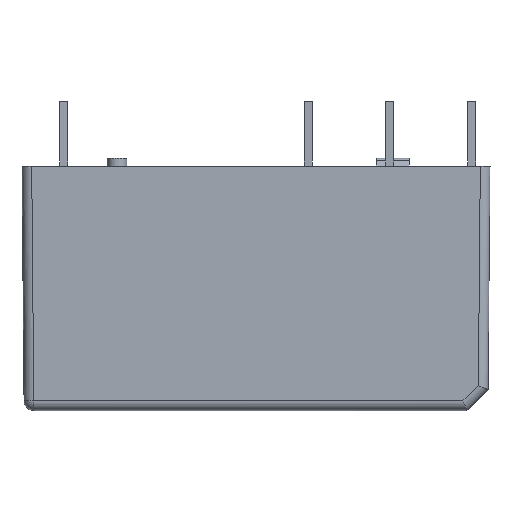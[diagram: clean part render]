
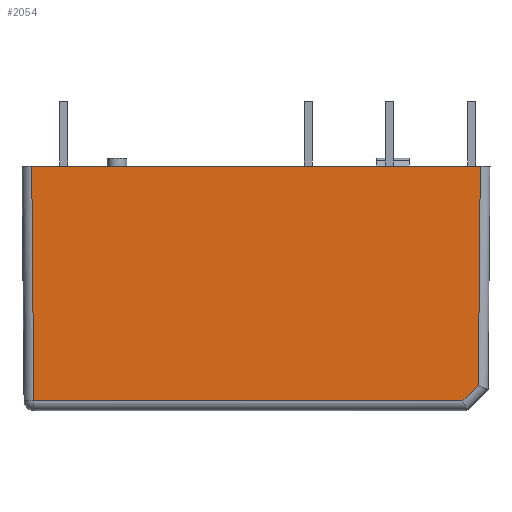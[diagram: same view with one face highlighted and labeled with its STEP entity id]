
A CAD part, front view. The second image highlights one B-rep face of the part: STEP entity #2054.
In plain terms, the highlighted planar face has unit normal (0, -1, -0.009).
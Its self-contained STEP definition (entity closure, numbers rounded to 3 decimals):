
#162=CARTESIAN_POINT('',(13.85,-6.3,0.));
#172=DIRECTION('',(1.,0.,0.));
#173=VECTOR('',#172,27.7);
#174=CARTESIAN_POINT('',(-13.85,-6.3,0.));
#175=LINE('',#174,#173);
#184=CARTESIAN_POINT('',(-13.85,-6.3,0.));
#736=DIRECTION('',(0.009,0.009,-1.));
#737=VECTOR('',#736,14.506);
#738=CARTESIAN_POINT('',(-13.85,-6.3,0.));
#739=LINE('',#738,#737);
#740=DIRECTION('',(-0.009,0.009,-1.));
#741=VECTOR('',#740,13.556);
#742=CARTESIAN_POINT('',(13.85,-6.3,0.));
#743=LINE('',#742,#741);
#744=DIRECTION('',(0.707,-0.006,0.707));
#745=VECTOR('',#744,1.345);
#746=CARTESIAN_POINT('',(12.781,-6.173,-14.505));
#747=LINE('',#746,#745);
#748=DIRECTION('',(-1.,0.,0.));
#749=VECTOR('',#748,26.504);
#750=CARTESIAN_POINT('',(12.781,-6.173,-14.505));
#751=LINE('',#750,#749);
#922=VERTEX_POINT('',#184);
#923=CARTESIAN_POINT('',(-13.723,-6.173,-14.505));
#924=VERTEX_POINT('',#923);
#927=VERTEX_POINT('',#162);
#932=CARTESIAN_POINT('',(13.732,-6.182,-13.555));
#933=VERTEX_POINT('',#932);
#937=CARTESIAN_POINT('',(12.781,-6.173,-14.505));
#938=VERTEX_POINT('',#937);
#2042=CARTESIAN_POINT('',(-15.57,-6.3,0.));
#2043=DIRECTION('',(0.,-1.,-0.009));
#2044=DIRECTION('',(1.,0.,0.));
#2045=AXIS2_PLACEMENT_3D('',#2042,#2043,#2044);
#2046=PLANE('',#2045);
#2047=ORIENTED_EDGE('',*,*,#2034,.F.);
#2048=ORIENTED_EDGE('',*,*,#988,.T.);
#2049=ORIENTED_EDGE('',*,*,#1982,.T.);
#2050=ORIENTED_EDGE('',*,*,#1996,.F.);
#2051=ORIENTED_EDGE('',*,*,#2010,.T.);
#2052=EDGE_LOOP('',(#2047,#2048,#2049,#2050,#2051));
#2053=FACE_OUTER_BOUND('',#2052,.F.);
#988=EDGE_CURVE('',#922,#927,#175,.T.);
#1982=EDGE_CURVE('',#927,#933,#743,.T.);
#1996=EDGE_CURVE('',#938,#933,#747,.T.);
#2010=EDGE_CURVE('',#938,#924,#751,.T.);
#2034=EDGE_CURVE('',#922,#924,#739,.T.);
#2054=ADVANCED_FACE('',(#2053),#2046,.T.);
